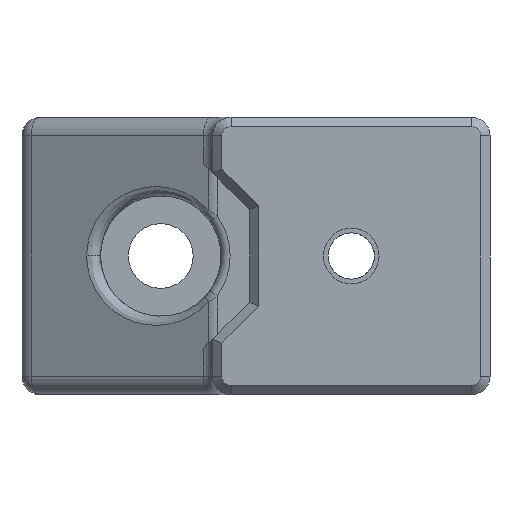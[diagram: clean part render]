
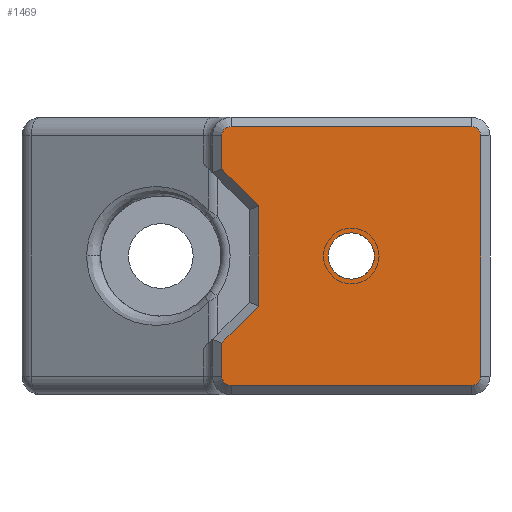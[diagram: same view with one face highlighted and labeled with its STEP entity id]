
A CAD part, front view. The second image highlights one B-rep face of the part: STEP entity #1469.
In plain terms, the highlighted planar face has unit normal (0, -1, 0).
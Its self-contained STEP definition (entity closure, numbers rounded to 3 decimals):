
#233=CARTESIAN_POINT('',(0.,0.,0.));
#234=DIRECTION('',(0.,-1.,0.));
#235=DIRECTION('',(-1.,0.,0.));
#236=AXIS2_PLACEMENT_3D('',#233,#234,#235);
#238=CARTESIAN_POINT('',(0.,0.,0.));
#239=DIRECTION('',(0.,-1.,0.));
#240=DIRECTION('',(1.,0.,0.));
#241=AXIS2_PLACEMENT_3D('',#238,#239,#240);
#243=DIRECTION('',(0.,0.,-1.));
#244=VECTOR('',#243,1.793);
#245=CARTESIAN_POINT('',(-7.,0.,6.5));
#246=LINE('',#245,#244);
#247=CARTESIAN_POINT('',(-6.5,0.,6.5));
#248=DIRECTION('',(0.,-1.,0.));
#249=DIRECTION('',(0.,0.,1.));
#250=AXIS2_PLACEMENT_3D('',#247,#248,#249);
#252=DIRECTION('',(-1.,0.,0.));
#253=VECTOR('',#252,13.);
#254=CARTESIAN_POINT('',(6.5,0.,7.));
#255=LINE('',#254,#253);
#256=CARTESIAN_POINT('',(6.5,0.,6.5));
#257=DIRECTION('',(0.,-1.,0.));
#258=DIRECTION('',(1.,0.,0.));
#259=AXIS2_PLACEMENT_3D('',#256,#257,#258);
#261=DIRECTION('',(0.,0.,1.));
#262=VECTOR('',#261,13.);
#263=CARTESIAN_POINT('',(7.,0.,-6.5));
#264=LINE('',#263,#262);
#265=CARTESIAN_POINT('',(6.5,0.,-6.5));
#266=DIRECTION('',(0.,-1.,0.));
#267=DIRECTION('',(0.,0.,-1.));
#268=AXIS2_PLACEMENT_3D('',#265,#266,#267);
#270=DIRECTION('',(1.,0.,0.));
#271=VECTOR('',#270,13.);
#272=CARTESIAN_POINT('',(-6.5,0.,-7.));
#273=LINE('',#272,#271);
#274=CARTESIAN_POINT('',(-6.5,0.,-6.5));
#275=DIRECTION('',(0.,-1.,0.));
#276=DIRECTION('',(-1.,0.,0.));
#277=AXIS2_PLACEMENT_3D('',#274,#275,#276);
#279=DIRECTION('',(0.,0.,-1.));
#280=VECTOR('',#279,1.793);
#281=CARTESIAN_POINT('',(-7.,0.,-4.707));
#282=LINE('',#281,#280);
#283=DIRECTION('',(-0.707,0.,-0.707));
#284=VECTOR('',#283,2.828);
#285=CARTESIAN_POINT('',(-5.,0.,-2.707));
#286=LINE('',#285,#284);
#287=DIRECTION('',(0.,0.,1.));
#288=VECTOR('',#287,5.414);
#289=CARTESIAN_POINT('',(-5.,0.,-2.707));
#290=LINE('',#289,#288);
#291=DIRECTION('',(0.707,0.,-0.707));
#292=VECTOR('',#291,2.828);
#293=CARTESIAN_POINT('',(-7.,0.,4.707));
#294=LINE('',#293,#292);
#839=CARTESIAN_POINT('',(-1.25,0.,0.));
#840=CARTESIAN_POINT('',(1.25,0.,0.));
#841=VERTEX_POINT('',#839);
#842=VERTEX_POINT('',#840);
#859=CARTESIAN_POINT('',(-7.,0.,6.5));
#860=CARTESIAN_POINT('',(-7.,0.,4.707));
#861=VERTEX_POINT('',#859);
#862=VERTEX_POINT('',#860);
#863=CARTESIAN_POINT('',(6.5,0.,7.));
#864=CARTESIAN_POINT('',(-6.5,0.,
7.));
#865=VERTEX_POINT('',#863);
#866=VERTEX_POINT('',#864);
#871=CARTESIAN_POINT('',(7.,0.,6.5));
#872=VERTEX_POINT('',#871);
#875=CARTESIAN_POINT('',(7.,0.,-6.5));
#876=VERTEX_POINT('',#875);
#879=CARTESIAN_POINT('',(6.5,0.,-7.));
#880=VERTEX_POINT('',#879);
#883=CARTESIAN_POINT('',(-6.5,0.,-7.));
#884=VERTEX_POINT('',#883);
#887=CARTESIAN_POINT('',(-7.,0.,-4.707));
#888=CARTESIAN_POINT('',(-7.,0.,
-6.5));
#889=VERTEX_POINT('',#887);
#890=VERTEX_POINT('',#888);
#959=CARTESIAN_POINT('',(-5.,0.,2.707));
#960=VERTEX_POINT('',#959);
#965=CARTESIAN_POINT('',(-5.,0.,-2.707));
#966=VERTEX_POINT('',#965);
#1433=CARTESIAN_POINT('',(0.,0.,0.));
#1434=DIRECTION('',(0.,1.,0.));
#1435=DIRECTION('',(1.,0.,0.));
#1436=AXIS2_PLACEMENT_3D('',#1433,#1434,#1435);
#1437=PLANE('',#1436);
#1439=ORIENTED_EDGE('',*,*,#1438,.F.);
#1441=ORIENTED_EDGE('',*,*,#1440,.F.);
#1443=ORIENTED_EDGE('',*,*,#1442,.F.);
#1445=ORIENTED_EDGE('',*,*,#1444,.F.);
#1447=ORIENTED_EDGE('',*,*,#1446,.F.);
#1449=ORIENTED_EDGE('',*,*,#1448,.F.);
#1451=ORIENTED_EDGE('',*,*,#1450,.F.);
#1453=ORIENTED_EDGE('',*,*,#1452,.F.);
#1455=ORIENTED_EDGE('',*,*,#1454,.F.);
#1457=ORIENTED_EDGE('',*,*,#1456,.F.);
#1458=ORIENTED_EDGE('',*,*,#1423,.T.);
#1460=ORIENTED_EDGE('',*,*,#1459,.F.);
#1461=EDGE_LOOP('',(#1439,#1441,#1443,#1445,#1447,#1449,#1451,#1453,#1455,#1457,
#1458,#1460));
#1462=FACE_OUTER_BOUND('',#1461,.F.);
#1464=ORIENTED_EDGE('',*,*,#1463,.T.);
#1466=ORIENTED_EDGE('',*,*,#1465,.T.);
#1467=EDGE_LOOP('',(#1464,#1466));
#1468=FACE_BOUND('',#1467,.F.);
#1469=ADVANCED_FACE('',(#1462,#1468),#1437,.F.);
#237=CIRCLE('',#236,1.25);
#242=CIRCLE('',#241,1.25);
#251=CIRCLE('',#250,0.5);
#260=CIRCLE('',#259,0.5);
#269=CIRCLE('',#268,0.5);
#278=CIRCLE('',#277,0.5);
#1423=EDGE_CURVE('',#966,#960,#290,.T.);
#1438=EDGE_CURVE('',#861,#862,#246,.T.);
#1440=EDGE_CURVE('',#866,#861,#251,.T.);
#1442=EDGE_CURVE('',#865,#866,#255,.T.);
#1444=EDGE_CURVE('',#872,#865,#260,.T.);
#1446=EDGE_CURVE('',#876,#872,#264,.T.);
#1448=EDGE_CURVE('',#880,#876,#269,.T.);
#1450=EDGE_CURVE('',#884,#880,#273,.T.);
#1452=EDGE_CURVE('',#890,#884,#278,.T.);
#1454=EDGE_CURVE('',#889,#890,#282,.T.);
#1456=EDGE_CURVE('',#966,#889,#286,.T.);
#1459=EDGE_CURVE('',#862,#960,#294,.T.);
#1463=EDGE_CURVE('',#841,#842,#237,.T.);
#1465=EDGE_CURVE('',#842,#841,#242,.T.);
